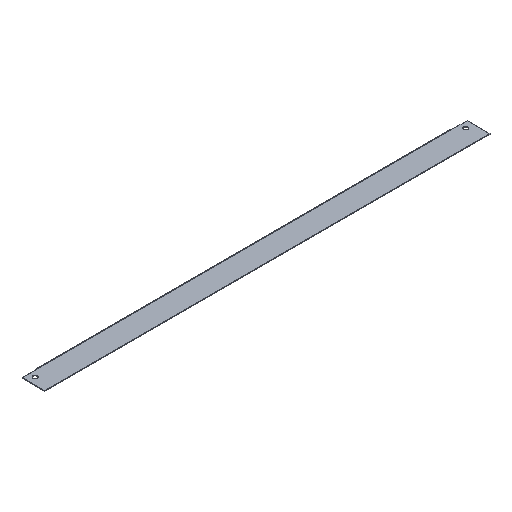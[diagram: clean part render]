
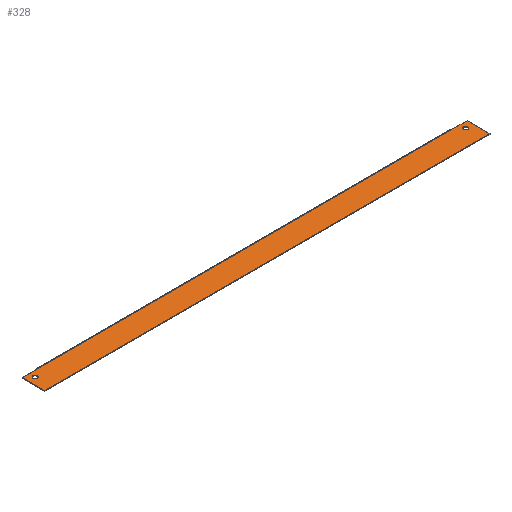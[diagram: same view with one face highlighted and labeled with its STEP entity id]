
A CAD part, isometric view. The second image highlights one B-rep face of the part: STEP entity #328.
In plain terms, the highlighted planar face has unit normal (0, 0, 1).
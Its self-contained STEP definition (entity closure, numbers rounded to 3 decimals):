
#6 = CARTESIAN_POINT ( 'NONE',  ( -66.258, -22.211, 0. ) ) ;
#10 = ORIENTED_EDGE ( 'NONE', *, *, #48, .T. ) ;
#17 = ORIENTED_EDGE ( 'NONE', *, *, #365, .T. ) ;
#20 = EDGE_CURVE ( 'NONE', #577, #389, #75, .T. ) ;
#21 = LINE ( 'NONE', #351, #468 ) ;
#26 = VERTEX_POINT ( 'NONE', #240 ) ;
#34 = CARTESIAN_POINT ( 'NONE',  ( -55.258, 3.789, 0. ) ) ;
#41 = CARTESIAN_POINT ( 'NONE',  ( 592.242, 12.789, 0. ) ) ;
#48 = EDGE_CURVE ( 'NONE', #71, #258, #377, .T. ) ;
#58 = DIRECTION ( 'NONE',  ( -1., 0., 0. ) ) ;
#60 = VERTEX_POINT ( 'NONE', #244 ) ;
#63 = VERTEX_POINT ( 'NONE', #6 ) ;
#71 = VERTEX_POINT ( 'NONE', #430 ) ;
#75 = CIRCLE ( 'NONE', #282, 3.25 ) ;
#77 = DIRECTION ( 'NONE',  ( 1., 0., 0. ) ) ;
#82 = CARTESIAN_POINT ( 'NONE',  ( -66.258, -22.211, 0. ) ) ;
#86 = VECTOR ( 'NONE', #99, 1000. ) ;
#96 = VECTOR ( 'NONE', #132, 1000. ) ;
#99 = DIRECTION ( 'NONE',  ( -1., 0., 0. ) ) ;
#103 = ORIENTED_EDGE ( 'NONE', *, *, #159, .F. ) ;
#108 = EDGE_LOOP ( 'NONE', ( #522, #17, #152, #10, #394, #154 ) ) ;
#112 = ORIENTED_EDGE ( 'NONE', *, *, #218, .F. ) ;
#114 = LINE ( 'NONE', #534, #476 ) ;
#116 = CARTESIAN_POINT ( 'NONE',  ( -52.008, 3.789, 0. ) ) ;
#126 = AXIS2_PLACEMENT_3D ( 'NONE', #34, #433, #77 ) ;
#130 = CARTESIAN_POINT ( 'NONE',  ( 615.742, -22.211, 0. ) ) ;
#132 = DIRECTION ( 'NONE',  ( 0., 1., 0. ) ) ;
#150 = CARTESIAN_POINT ( 'NONE',  ( 592.242, 12.789, 0. ) ) ;
#152 = ORIENTED_EDGE ( 'NONE', *, *, #578, .T. ) ;
#154 = ORIENTED_EDGE ( 'NONE', *, *, #177, .T. ) ;
#159 = EDGE_CURVE ( 'NONE', #555, #26, #412, .T. ) ;
#175 = CARTESIAN_POINT ( 'NONE',  ( 601.492, 3.789, 0. ) ) ;
#177 = EDGE_CURVE ( 'NONE', #60, #421, #21, .T. ) ;
#179 = EDGE_CURVE ( 'NONE', #421, #63, #114, .T. ) ;
#185 = FACE_BOUND ( 'NONE', #511, .T. ) ;
#197 = AXIS2_PLACEMENT_3D ( 'NONE', #373, #239, #463 ) ;
#216 = VECTOR ( 'NONE', #547, 1000. ) ;
#217 = DIRECTION ( 'NONE',  ( 0., -1., 0. ) ) ;
#218 = EDGE_CURVE ( 'NONE', #26, #555, #459, .T. ) ;
#228 = VECTOR ( 'NONE', #58, 1000. ) ;
#239 = DIRECTION ( 'NONE',  ( 0., 0., 1. ) ) ;
#240 = CARTESIAN_POINT ( 'NONE',  ( -58.508, 3.789, 0. ) ) ;
#244 = CARTESIAN_POINT ( 'NONE',  ( -42.758, 12.789, 0. ) ) ;
#248 = CIRCLE ( 'NONE', #581, 3.25 ) ;
#258 = VERTEX_POINT ( 'NONE', #41 ) ;
#282 = AXIS2_PLACEMENT_3D ( 'NONE', #510, #417, #523 ) ;
#294 = LINE ( 'NONE', #150, #228 ) ;
#298 = AXIS2_PLACEMENT_3D ( 'NONE', #508, #323, #503 ) ;
#301 = EDGE_CURVE ( 'NONE', #389, #577, #248, .T. ) ;
#318 = DIRECTION ( 'NONE',  ( -1., 0., 0. ) ) ;
#323 = DIRECTION ( 'NONE',  ( 0., 0., -1. ) ) ;
#324 = CARTESIAN_POINT ( 'NONE',  ( -66.258, 12.789, 0. ) ) ;
#328 = ADVANCED_FACE ( 'NONE', ( #410, #185, #368 ), #549, .F. ) ;
#330 = CARTESIAN_POINT ( 'NONE',  ( 604.742, 3.789, 0. ) ) ;
#351 = CARTESIAN_POINT ( 'NONE',  ( -66.258, 12.789, 0. ) ) ;
#365 = EDGE_CURVE ( 'NONE', #63, #569, #604, .T. ) ;
#368 = FACE_OUTER_BOUND ( 'NONE', #108, .T. ) ;
#373 = CARTESIAN_POINT ( 'NONE',  ( -55.258, 3.789, 0. ) ) ;
#377 = LINE ( 'NONE', #558, #86 ) ;
#389 = VERTEX_POINT ( 'NONE', #451 ) ;
#390 = DIRECTION ( 'NONE',  ( -1., 0., 0. ) ) ;
#392 = EDGE_LOOP ( 'NONE', ( #103, #112 ) ) ;
#394 = ORIENTED_EDGE ( 'NONE', *, *, #466, .T. ) ;
#410 = FACE_BOUND ( 'NONE', #392, .T. ) ;
#412 = CIRCLE ( 'NONE', #126, 3.25 ) ;
#417 = DIRECTION ( 'NONE',  ( 0., 0., 1. ) ) ;
#421 = VERTEX_POINT ( 'NONE', #324 ) ;
#430 = CARTESIAN_POINT ( 'NONE',  ( 615.742, 12.789, 0. ) ) ;
#433 = DIRECTION ( 'NONE',  ( 0., 0., 1. ) ) ;
#451 = CARTESIAN_POINT ( 'NONE',  ( 607.992, 3.789, 0. ) ) ;
#459 = CIRCLE ( 'NONE', #197, 3.25 ) ;
#463 = DIRECTION ( 'NONE',  ( 1., 0., 0. ) ) ;
#466 = EDGE_CURVE ( 'NONE', #258, #60, #294, .T. ) ;
#468 = VECTOR ( 'NONE', #390, 1000. ) ;
#476 = VECTOR ( 'NONE', #217, 1000. ) ;
#480 = ORIENTED_EDGE ( 'NONE', *, *, #20, .F. ) ;
#501 = DIRECTION ( 'NONE',  ( 0., 0., 1. ) ) ;
#503 = DIRECTION ( 'NONE',  ( -1., 0., 0. ) ) ;
#508 = CARTESIAN_POINT ( 'NONE',  ( 0., 0., 0. ) ) ;
#510 = CARTESIAN_POINT ( 'NONE',  ( 604.742, 3.789, 0. ) ) ;
#511 = EDGE_LOOP ( 'NONE', ( #516, #480 ) ) ;
#516 = ORIENTED_EDGE ( 'NONE', *, *, #301, .F. ) ;
#522 = ORIENTED_EDGE ( 'NONE', *, *, #179, .T. ) ;
#523 = DIRECTION ( 'NONE',  ( -1., 0., 0. ) ) ;
#534 = CARTESIAN_POINT ( 'NONE',  ( -66.258, -22.211, 0. ) ) ;
#539 = LINE ( 'NONE', #130, #96 ) ;
#547 = DIRECTION ( 'NONE',  ( 1., 0., 0. ) ) ;
#549 = PLANE ( 'NONE',  #298 ) ;
#555 = VERTEX_POINT ( 'NONE', #116 ) ;
#558 = CARTESIAN_POINT ( 'NONE',  ( -66.258, 12.789, 0. ) ) ;
#569 = VERTEX_POINT ( 'NONE', #590 ) ;
#577 = VERTEX_POINT ( 'NONE', #175 ) ;
#578 = EDGE_CURVE ( 'NONE', #569, #71, #539, .T. ) ;
#581 = AXIS2_PLACEMENT_3D ( 'NONE', #330, #501, #318 ) ;
#590 = CARTESIAN_POINT ( 'NONE',  ( 615.742, -22.211, 0. ) ) ;
#604 = LINE ( 'NONE', #82, #216 ) ;
